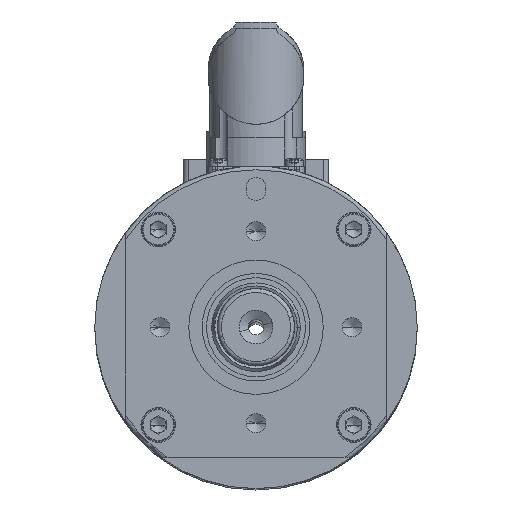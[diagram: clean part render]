
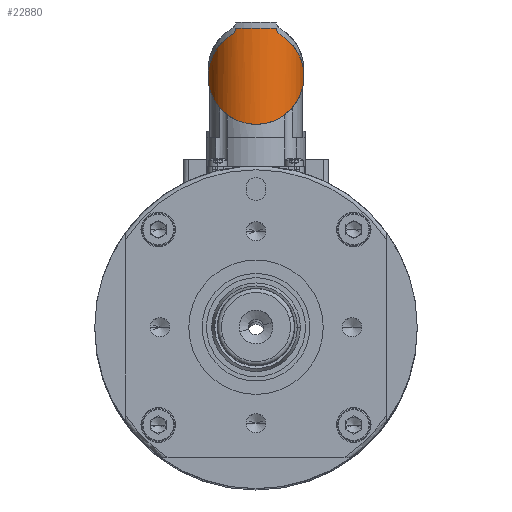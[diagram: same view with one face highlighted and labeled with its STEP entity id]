
A CAD part, top view. The second image highlights one B-rep face of the part: STEP entity #22880.
In plain terms, the highlighted cylindrical face has radius 12.5 mm (diameter 25 mm), a partial arc.
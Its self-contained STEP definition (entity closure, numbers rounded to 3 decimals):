
#129 = CARTESIAN_POINT ( 'NONE',  ( 0., 100.073, 185.189 ) ) ;
#1712 = EDGE_LOOP ( 'NONE', ( #20929, #9191, #48546, #25658, #42622, #61506, #7887, #7428 ) ) ;
#1918 = CARTESIAN_POINT ( 'NONE',  ( 5.264, 99.742, 196.527 ) ) ;
#2093 = EDGE_CURVE ( 'NONE', #31873, #12811, #9123, .T. ) ;
#2253 = CARTESIAN_POINT ( 'NONE',  ( 5.462, 99.261, 196.433 ) ) ;
#2333 = CARTESIAN_POINT ( 'NONE',  ( 5.228, 99.914, 196.544 ) ) ;
#2589 = CARTESIAN_POINT ( 'NONE',  ( 5.32, 99.575, 196.501 ) ) ;
#3435 = CARTESIAN_POINT ( 'NONE',  ( 12.5, 92.098, 189.714 ) ) ;
#3457 = CARTESIAN_POINT ( 'NONE',  ( 5.032, 100.073, 196.632 ) ) ;
#3790 = VERTEX_POINT ( 'NONE', #39102 ) ;
#7066 = CARTESIAN_POINT ( 'NONE',  ( -5.218, 99.962, 196.548 ) ) ;
#7428 = ORIENTED_EDGE ( 'NONE', *, *, #2093, .T. ) ;
#7887 = ORIENTED_EDGE ( 'NONE', *, *, #60920, .T. ) ;
#8137 = CARTESIAN_POINT ( 'NONE',  ( 6.364, 98.332, 195.948 ) ) ;
#9123 = B_SPLINE_CURVE_WITH_KNOTS ( 'NONE', 3,
 ( #35189, #34248, #49112, #10657, #58870, #24510, #30787, #59160 ),
 .UNSPECIFIED., .F., .F.,
 ( 4, 2, 2, 4 ),
 ( 0., 0.001, 0.001, 0.002 ),
 .UNSPECIFIED. ) ;
#9191 = ORIENTED_EDGE ( 'NONE', *, *, #18799, .F. ) ;
#10657 = CARTESIAN_POINT ( 'NONE',  ( -5.459, 99.266, 196.435 ) ) ;
#11016 = EDGE_CURVE ( 'NONE', #29328, #54422, #26020, .T. ) ;
#11064 = CARTESIAN_POINT ( 'NONE',  ( 5.746, 98.846, 196.291 ) ) ;
#11395 = CARTESIAN_POINT ( 'NONE',  ( 5.228, 99.914, 196.544 ) ) ;
#11993 =( BOUNDED_CURVE ( )  B_SPLINE_CURVE ( 3, ( #8137, #21138, #3435, #56319 ),
 .UNSPECIFIED., .F., .T. ) 
 B_SPLINE_CURVE_WITH_KNOTS ( ( 4, 4 ),
 ( 0.534, 1.571 ),
 .UNSPECIFIED. ) 
 CURVE ( )  GEOMETRIC_REPRESENTATION_ITEM ( )  RATIONAL_B_SPLINE_CURVE ( ( 1., 0.912, 0.912, 1. ) ) 
 REPRESENTATION_ITEM ( '' )  );
#12811 = VERTEX_POINT ( 'NONE', #13019 ) ;
#12962 = CARTESIAN_POINT ( 'NONE',  ( -5.228, 99.914, 196.544 ) ) ;
#13019 = CARTESIAN_POINT ( 'NONE',  ( -6.364, 98.332, 195.948 ) ) ;
#15553 = CARTESIAN_POINT ( 'NONE',  ( -5.228, 99.914, 196.544 ) ) ;
#15764 = CARTESIAN_POINT ( 'NONE',  ( 6.364, 98.332, 195.948 ) ) ;
#17617 = CARTESIAN_POINT ( 'NONE',  ( 12.5, 62.573, 210.189 ) ) ;
#17883 = CARTESIAN_POINT ( 'NONE',  ( 5.218, 99.962, 196.548 ) ) ;
#18375 = CIRCLE ( 'NONE', #38493, 12.5 ) ;
#18799 = EDGE_CURVE ( 'NONE', #3790, #55299, #37762, .T. ) ;
#19147 = CARTESIAN_POINT ( 'NONE',  ( -6.364, 98.332, 195.948 ) ) ;
#20325 = EDGE_CURVE ( 'NONE', #45177, #54422, #37799, .T. ) ;
#20929 = ORIENTED_EDGE ( 'NONE', *, *, #22462, .F. ) ;
#21138 = CARTESIAN_POINT ( 'NONE',  ( 10.258, 96.028, 193.645 ) ) ;
#21557 = CARTESIAN_POINT ( 'NONE',  ( -5.12, 100.058, 196.593 ) ) ;
#22462 = EDGE_CURVE ( 'NONE', #55299, #12811, #61448, .T. ) ;
#22636 = CARTESIAN_POINT ( 'NONE',  ( 5.12, 100.058, 196.593 ) ) ;
#22880 = ADVANCED_FACE ( 'NONE', ( #37563 ), #56809, .T. ) ;
#22968 = CARTESIAN_POINT ( 'NONE',  ( -12.5, 87.573, 185.189 ) ) ;
#24510 = CARTESIAN_POINT ( 'NONE',  ( -5.844, 98.712, 196.242 ) ) ;
#25658 = ORIENTED_EDGE ( 'NONE', *, *, #20325, .T. ) ;
#26020 = B_SPLINE_CURVE_WITH_KNOTS ( 'NONE', 3,
 ( #3457, #41834, #22636, #61042, #17883, #27659 ),
 .UNSPECIFIED., .F., .F.,
 ( 4, 2, 4 ),
 ( 0., 0., 0. ),
 .UNSPECIFIED. ) ;
#27148 = CARTESIAN_POINT ( 'NONE',  ( 0., 100.073, 185.189 ) ) ;
#27659 = CARTESIAN_POINT ( 'NONE',  ( 5.228, 99.914, 196.544 ) ) ;
#29328 = VERTEX_POINT ( 'NONE', #50741 ) ;
#30787 = CARTESIAN_POINT ( 'NONE',  ( -6.093, 98.492, 196.109 ) ) ;
#31873 = VERTEX_POINT ( 'NONE', #12962 ) ;
#32282 = DIRECTION ( 'NONE',  ( 0., -1., 0. ) ) ;
#32602 = DIRECTION ( 'NONE',  ( -1., 0., 0. ) ) ;
#33016 = CARTESIAN_POINT ( 'NONE',  ( -10.258, 96.028, 193.645 ) ) ;
#33531 = B_SPLINE_CURVE_WITH_KNOTS ( 'NONE', 3,
 ( #45462, #34771, #21557, #58764, #7066, #15553 ),
 .UNSPECIFIED., .F., .F.,
 ( 4, 2, 4 ),
 ( 0., 0., 0. ),
 .UNSPECIFIED. ) ;
#34248 = CARTESIAN_POINT ( 'NONE',  ( -5.264, 99.742, 196.527 ) ) ;
#34771 = CARTESIAN_POINT ( 'NONE',  ( -5.077, 100.073, 196.612 ) ) ;
#35189 = CARTESIAN_POINT ( 'NONE',  ( -5.228, 99.914, 196.544 ) ) ;
#36881 = CARTESIAN_POINT ( 'NONE',  ( -12.5, 62.573, 210.189 ) ) ;
#37563 = FACE_OUTER_BOUND ( 'NONE', #1712, .T. ) ;
#37762 =( BOUNDED_CURVE ( )  B_SPLINE_CURVE ( 3, ( #60804, #17617, #36881, #59542 ),
 .UNSPECIFIED., .F., .F. ) 
 B_SPLINE_CURVE_WITH_KNOTS ( ( 4, 4 ),
 ( 4.712, 7.854 ),
 .UNSPECIFIED. ) 
 CURVE ( )  GEOMETRIC_REPRESENTATION_ITEM ( )  RATIONAL_B_SPLINE_CURVE ( ( 1., 0.333, 0.333, 1. ) ) 
 REPRESENTATION_ITEM ( '' )  );
#37799 = B_SPLINE_CURVE_WITH_KNOTS ( 'NONE', 3,
 ( #15764, #40016, #54211, #54517, #11064, #45709, #2253, #2589, #1918, #11395 ),
 .UNSPECIFIED., .F., .F.,
 ( 4, 2, 2, 2, 4 ),
 ( 0., 0.001, 0.001, 0.002, 0.002 ),
 .UNSPECIFIED. ) ;
#38493 = AXIS2_PLACEMENT_3D ( 'NONE', #129, #32282, #32602 ) ;
#39102 = CARTESIAN_POINT ( 'NONE',  ( 12.5, 87.573, 185.189 ) ) ;
#40016 = CARTESIAN_POINT ( 'NONE',  ( 6.228, 98.412, 196.028 ) ) ;
#40058 = VERTEX_POINT ( 'NONE', #44508 ) ;
#40311 = EDGE_CURVE ( 'NONE', #45177, #3790, #11993, .T. ) ;
#40679 = EDGE_CURVE ( 'NONE', #29328, #40058, #18375, .T. ) ;
#41834 = CARTESIAN_POINT ( 'NONE',  ( 5.077, 100.073, 196.612 ) ) ;
#42622 = ORIENTED_EDGE ( 'NONE', *, *, #11016, .F. ) ;
#44508 = CARTESIAN_POINT ( 'NONE',  ( -5.032, 100.073, 196.632 ) ) ;
#45177 = VERTEX_POINT ( 'NONE', #45671 ) ;
#45462 = CARTESIAN_POINT ( 'NONE',  ( -5.032, 100.073, 196.632 ) ) ;
#45671 = CARTESIAN_POINT ( 'NONE',  ( 6.364, 98.332, 195.948 ) ) ;
#45709 = CARTESIAN_POINT ( 'NONE',  ( 5.547, 99.116, 196.392 ) ) ;
#45716 = CARTESIAN_POINT ( 'NONE',  ( -12.5, 87.573, 185.189 ) ) ;
#48241 = DIRECTION ( 'NONE',  ( -1., 0., 0. ) ) ;
#48546 = ORIENTED_EDGE ( 'NONE', *, *, #40311, .F. ) ;
#49112 = CARTESIAN_POINT ( 'NONE',  ( -5.318, 99.578, 196.502 ) ) ;
#50741 = CARTESIAN_POINT ( 'NONE',  ( 5.032, 100.073, 196.632 ) ) ;
#53567 = DIRECTION ( 'NONE',  ( 0., -1., 0. ) ) ;
#54211 = CARTESIAN_POINT ( 'NONE',  ( 6.1, 98.506, 196.101 ) ) ;
#54422 = VERTEX_POINT ( 'NONE', #2333 ) ;
#54517 = CARTESIAN_POINT ( 'NONE',  ( 5.859, 98.722, 196.232 ) ) ;
#55299 = VERTEX_POINT ( 'NONE', #45716 ) ;
#55742 = AXIS2_PLACEMENT_3D ( 'NONE', #27148, #53567, #48241 ) ;
#56319 = CARTESIAN_POINT ( 'NONE',  ( 12.5, 87.573, 185.189 ) ) ;
#56809 = CYLINDRICAL_SURFACE ( 'NONE', #55742, 12.5 ) ;
#58764 = CARTESIAN_POINT ( 'NONE',  ( -5.191, 100.003, 196.561 ) ) ;
#58870 = CARTESIAN_POINT ( 'NONE',  ( -5.547, 99.117, 196.392 ) ) ;
#59160 = CARTESIAN_POINT ( 'NONE',  ( -6.364, 98.332, 195.948 ) ) ;
#59542 = CARTESIAN_POINT ( 'NONE',  ( -12.5, 87.573, 185.189 ) ) ;
#60804 = CARTESIAN_POINT ( 'NONE',  ( 12.5, 87.573, 185.189 ) ) ;
#60920 = EDGE_CURVE ( 'NONE', #40058, #31873, #33531, .T. ) ;
#61042 = CARTESIAN_POINT ( 'NONE',  ( 5.191, 100.003, 196.561 ) ) ;
#61448 =( BOUNDED_CURVE ( )  B_SPLINE_CURVE ( 3, ( #22968, #62294, #33016, #19147 ),
 .UNSPECIFIED., .F., .T. ) 
 B_SPLINE_CURVE_WITH_KNOTS ( ( 4, 4 ),
 ( 4.712, 5.749 ),
 .UNSPECIFIED. ) 
 CURVE ( )  GEOMETRIC_REPRESENTATION_ITEM ( )  RATIONAL_B_SPLINE_CURVE ( ( 1., 0.912, 0.912, 1. ) ) 
 REPRESENTATION_ITEM ( '' )  );
#61506 = ORIENTED_EDGE ( 'NONE', *, *, #40679, .T. ) ;
#62294 = CARTESIAN_POINT ( 'NONE',  ( -12.5, 92.098, 189.714 ) ) ;
